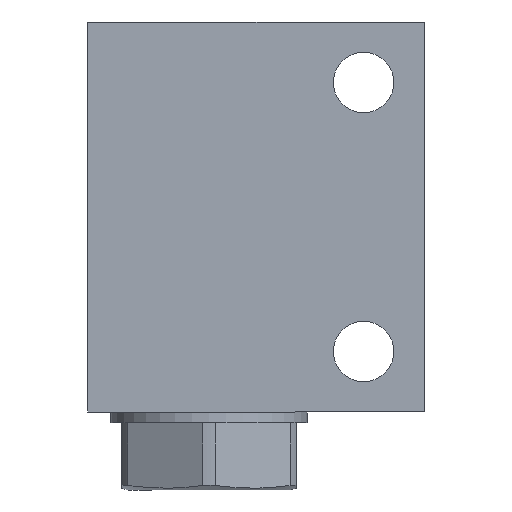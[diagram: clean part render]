
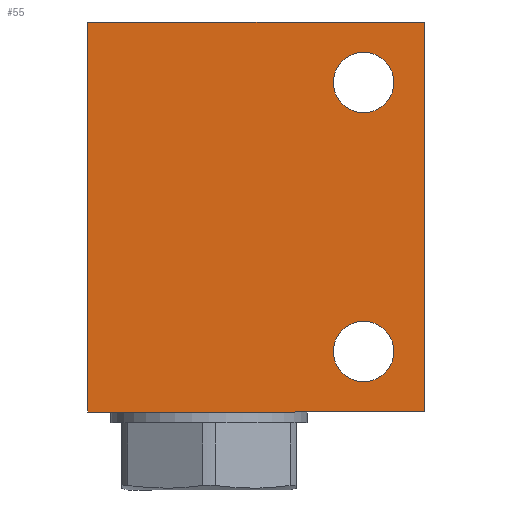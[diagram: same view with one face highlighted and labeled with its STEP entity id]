
A CAD part, left-side view. The second image highlights one B-rep face of the part: STEP entity #55.
In plain terms, the highlighted planar face has unit normal (-1, 0, 0).
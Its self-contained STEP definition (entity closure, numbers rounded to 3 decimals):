
#26 = VECTOR ( 'NONE', #158, 1000. ) ;
#55 = ADVANCED_FACE ( 'NONE', ( #205, #690, #1294 ), #434, .F. ) ;
#56 = EDGE_CURVE ( 'NONE', #613, #244, #1354, .T. ) ;
#58 = DIRECTION ( 'NONE',  ( 0., 0., 1. ) ) ;
#64 = CARTESIAN_POINT ( 'NONE',  ( -7.5, -16., -12.7 ) ) ;
#66 = LINE ( 'NONE', #1058, #102 ) ;
#82 = EDGE_CURVE ( 'NONE', #244, #613, #1030, .T. ) ;
#88 = CARTESIAN_POINT ( 'NONE',  ( -7.5, 9., -12.7 ) ) ;
#99 = DIRECTION ( 'NONE',  ( -1., 0., 0. ) ) ;
#102 = VECTOR ( 'NONE', #632, 1000. ) ;
#113 = ORIENTED_EDGE ( 'NONE', *, *, #56, .F. ) ;
#127 = ORIENTED_EDGE ( 'NONE', *, *, #82, .F. ) ;
#158 = DIRECTION ( 'NONE',  ( 0., 0., -1. ) ) ;
#194 = EDGE_LOOP ( 'NONE', ( #1265, #248, #1315, #958 ) ) ;
#195 = AXIS2_PLACEMENT_3D ( 'NONE', #533, #1196, #424 ) ;
#203 = EDGE_CURVE ( 'NONE', #448, #755, #66, .T. ) ;
#205 = FACE_BOUND ( 'NONE', #504, .T. ) ;
#215 = DIRECTION ( 'NONE',  ( 0., 0., -1. ) ) ;
#217 = CARTESIAN_POINT ( 'NONE',  ( -7.5, -16., -12.7 ) ) ;
#244 = VERTEX_POINT ( 'NONE', #1283 ) ;
#248 = ORIENTED_EDGE ( 'NONE', *, *, #586, .T. ) ;
#252 = DIRECTION ( 'NONE',  ( -1., 0., 0. ) ) ;
#324 = CARTESIAN_POINT ( 'NONE',  ( -7.5, 9., -12.7 ) ) ;
#359 = VECTOR ( 'NONE', #974, 1000. ) ;
#371 = VERTEX_POINT ( 'NONE', #1257 ) ;
#388 = ORIENTED_EDGE ( 'NONE', *, *, #439, .F. ) ;
#424 = DIRECTION ( 'NONE',  ( 0., 0., 1. ) ) ;
#434 = PLANE ( 'NONE',  #1411 ) ;
#439 = EDGE_CURVE ( 'NONE', #814, #988, #704, .T. ) ;
#448 = VERTEX_POINT ( 'NONE', #470 ) ;
#470 = CARTESIAN_POINT ( 'NONE',  ( -7.5, -16., 16.3 ) ) ;
#504 = EDGE_LOOP ( 'NONE', ( #127, #113 ) ) ;
#531 = AXIS2_PLACEMENT_3D ( 'NONE', #1422, #637, #58 ) ;
#533 = CARTESIAN_POINT ( 'NONE',  ( -7.5, -11.5, -8.2 ) ) ;
#536 = CARTESIAN_POINT ( 'NONE',  ( -7.5, -11.5, -10.45 ) ) ;
#580 = CARTESIAN_POINT ( 'NONE',  ( -7.5, -11.5, 9.55 ) ) ;
#586 = EDGE_CURVE ( 'NONE', #1288, #448, #649, .T. ) ;
#590 = AXIS2_PLACEMENT_3D ( 'NONE', #1016, #252, #912 ) ;
#600 = EDGE_LOOP ( 'NONE', ( #1207, #388 ) ) ;
#613 = VERTEX_POINT ( 'NONE', #536 ) ;
#619 = LINE ( 'NONE', #64, #1156 ) ;
#632 = DIRECTION ( 'NONE',  ( 0., 1., 0. ) ) ;
#633 = CARTESIAN_POINT ( 'NONE',  ( -7.5, -16., -12.7 ) ) ;
#634 = AXIS2_PLACEMENT_3D ( 'NONE', #854, #99, #751 ) ;
#637 = DIRECTION ( 'NONE',  ( -1., 0., 0. ) ) ;
#649 = LINE ( 'NONE', #217, #359 ) ;
#675 = EDGE_CURVE ( 'NONE', #988, #814, #1307, .T. ) ;
#690 = FACE_BOUND ( 'NONE', #600, .T. ) ;
#704 = CIRCLE ( 'NONE', #590, 2.25 ) ;
#751 = DIRECTION ( 'NONE',  ( 0., 0., 1. ) ) ;
#755 = VERTEX_POINT ( 'NONE', #768 ) ;
#768 = CARTESIAN_POINT ( 'NONE',  ( -7.5, 9., 16.3 ) ) ;
#810 = EDGE_CURVE ( 'NONE', #371, #1288, #619, .T. ) ;
#814 = VERTEX_POINT ( 'NONE', #580 ) ;
#854 = CARTESIAN_POINT ( 'NONE',  ( -7.5, -11.5, -8.2 ) ) ;
#912 = DIRECTION ( 'NONE',  ( 0., 0., 1. ) ) ;
#958 = ORIENTED_EDGE ( 'NONE', *, *, #1224, .T. ) ;
#972 = DIRECTION ( 'NONE',  ( 1., 0., 0. ) ) ;
#974 = DIRECTION ( 'NONE',  ( 0., 0., 1. ) ) ;
#988 = VERTEX_POINT ( 'NONE', #1021 ) ;
#991 = DIRECTION ( 'NONE',  ( 0., -1., 0. ) ) ;
#1016 = CARTESIAN_POINT ( 'NONE',  ( -7.5, -11.5, 11.8 ) ) ;
#1021 = CARTESIAN_POINT ( 'NONE',  ( -7.5, -11.5, 14.05 ) ) ;
#1030 = CIRCLE ( 'NONE', #634, 2.25 ) ;
#1058 = CARTESIAN_POINT ( 'NONE',  ( -7.5, -16., 16.3 ) ) ;
#1151 = LINE ( 'NONE', #88, #26 ) ;
#1156 = VECTOR ( 'NONE', #991, 1000. ) ;
#1196 = DIRECTION ( 'NONE',  ( -1., 0., 0. ) ) ;
#1207 = ORIENTED_EDGE ( 'NONE', *, *, #675, .F. ) ;
#1224 = EDGE_CURVE ( 'NONE', #755, #371, #1151, .T. ) ;
#1257 = CARTESIAN_POINT ( 'NONE',  ( -7.5, 9., -12.7 ) ) ;
#1265 = ORIENTED_EDGE ( 'NONE', *, *, #810, .T. ) ;
#1283 = CARTESIAN_POINT ( 'NONE',  ( -7.5, -11.5, -5.95 ) ) ;
#1288 = VERTEX_POINT ( 'NONE', #633 ) ;
#1294 = FACE_OUTER_BOUND ( 'NONE', #194, .T. ) ;
#1307 = CIRCLE ( 'NONE', #531, 2.25 ) ;
#1315 = ORIENTED_EDGE ( 'NONE', *, *, #203, .T. ) ;
#1354 = CIRCLE ( 'NONE', #195, 2.25 ) ;
#1411 = AXIS2_PLACEMENT_3D ( 'NONE', #324, #972, #215 ) ;
#1422 = CARTESIAN_POINT ( 'NONE',  ( -7.5, -11.5, 11.8 ) ) ;
